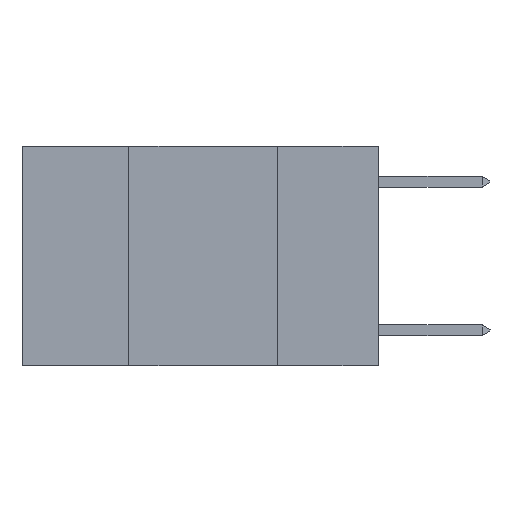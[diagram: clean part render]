
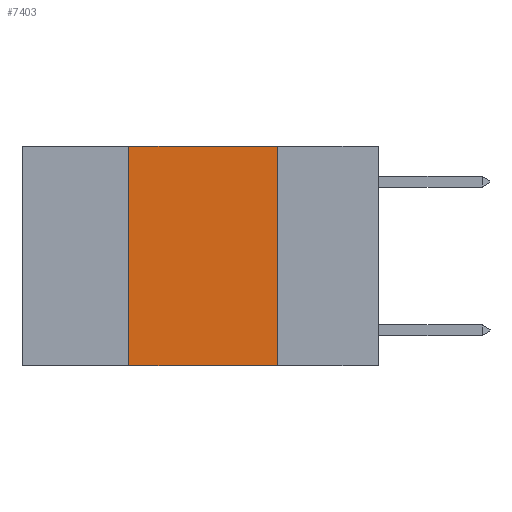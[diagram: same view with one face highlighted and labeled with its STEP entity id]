
A CAD part, left-side view. The second image highlights one B-rep face of the part: STEP entity #7403.
In plain terms, the highlighted planar face has unit normal (-1, 0, 0).
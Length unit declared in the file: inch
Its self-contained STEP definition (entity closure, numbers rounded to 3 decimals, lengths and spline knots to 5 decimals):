
#1536 = CARTESIAN_POINT ( 'NONE',  ( 0., 0.17, -0.37 ) ) ;
#1576 = EDGE_CURVE ( 'NONE', #27596, #22717, #27920, .T. ) ;
#2893 = EDGE_CURVE ( 'NONE', #13114, #10602, #19373, .T. ) ;
#4578 = CARTESIAN_POINT ( 'NONE',  ( 0., 0.6, 0. ) ) ;
#5752 = CARTESIAN_POINT ( 'NONE',  ( 0., 0.42, -0.37 ) ) ;
#6656 = DIRECTION ( 'NONE',  ( 0., -1., 0. ) ) ;
#7017 = ORIENTED_EDGE ( 'NONE', *, *, #7753, .F. ) ;
#7304 = ORIENTED_EDGE ( 'NONE', *, *, #1576, .F. ) ;
#7403 = ADVANCED_FACE ( 'NONE', ( #22221 ), #13417, .F. ) ;
#7579 = ORIENTED_EDGE ( 'NONE', *, *, #14198, .F. ) ;
#7753 = EDGE_CURVE ( 'NONE', #22717, #10602, #13083, .T. ) ;
#8352 = ORIENTED_EDGE ( 'NONE', *, *, #2893, .T. ) ;
#9769 = DIRECTION ( 'NONE',  ( 0., 0., 1. ) ) ;
#10602 = VERTEX_POINT ( 'NONE', #1536 ) ;
#11416 = VECTOR ( 'NONE', #21096, 39.37008 ) ;
#13083 = LINE ( 'NONE', #18962, #11416 ) ;
#13114 = VERTEX_POINT ( 'NONE', #5752 ) ;
#13294 = CARTESIAN_POINT ( 'NONE',  ( 0., 0.6, -0.37 ) ) ;
#13417 = PLANE ( 'NONE',  #27685 ) ;
#14198 = EDGE_CURVE ( 'NONE', #13114, #27596, #22041, .T. ) ;
#15652 = DIRECTION ( 'NONE',  ( 0., 0., -1. ) ) ;
#15833 = DIRECTION ( 'NONE',  ( 1., 0., 0. ) ) ;
#18501 = CARTESIAN_POINT ( 'NONE',  ( 0., 0.42, 0. ) ) ;
#18952 = VECTOR ( 'NONE', #6656, 39.37008 ) ;
#18962 = CARTESIAN_POINT ( 'NONE',  ( 0., 0.17, 0. ) ) ;
#19373 = LINE ( 'NONE', #13294, #18952 ) ;
#19893 = CARTESIAN_POINT ( 'NONE',  ( 0., 0.6, 0. ) ) ;
#19920 = DIRECTION ( 'NONE',  ( 0., -1., 0. ) ) ;
#20594 = CARTESIAN_POINT ( 'NONE',  ( 0., 0.42, 0. ) ) ;
#21096 = DIRECTION ( 'NONE',  ( 0., 0., -1. ) ) ;
#22041 = LINE ( 'NONE', #18501, #26989 ) ;
#22221 = FACE_OUTER_BOUND ( 'NONE', #26600, .T. ) ;
#22702 = CARTESIAN_POINT ( 'NONE',  ( 0., 0.17, 0. ) ) ;
#22717 = VERTEX_POINT ( 'NONE', #22702 ) ;
#26600 = EDGE_LOOP ( 'NONE', ( #7017, #7304, #7579, #8352 ) ) ;
#26989 = VECTOR ( 'NONE', #9769, 39.37008 ) ;
#27501 = VECTOR ( 'NONE', #19920, 39.37008 ) ;
#27596 = VERTEX_POINT ( 'NONE', #20594 ) ;
#27685 = AXIS2_PLACEMENT_3D ( 'NONE', #19893, #15833, #15652 ) ;
#27920 = LINE ( 'NONE', #4578, #27501 ) ;
